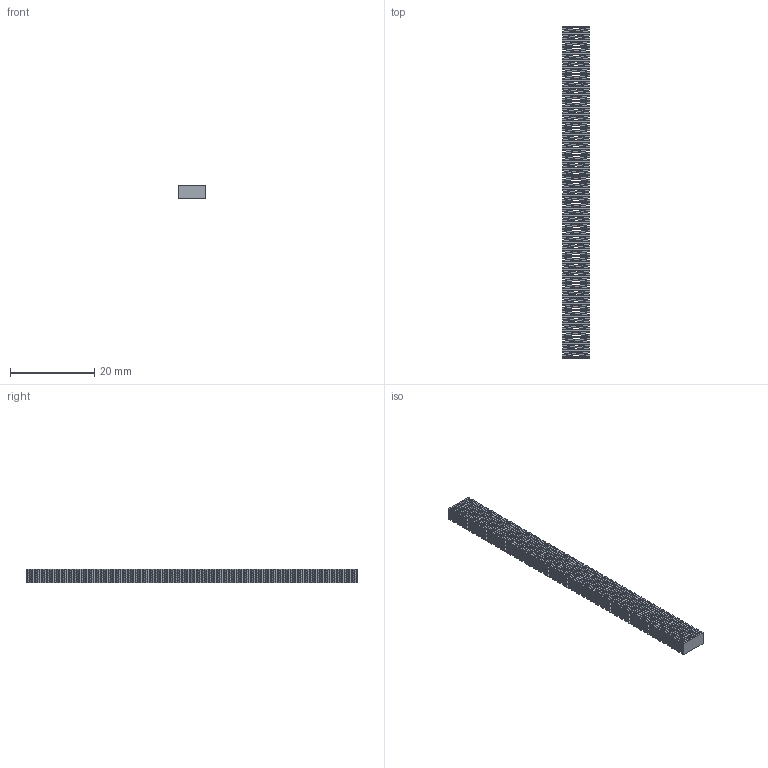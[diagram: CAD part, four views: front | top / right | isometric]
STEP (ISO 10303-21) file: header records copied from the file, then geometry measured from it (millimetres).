
FILE_DESCRIPTION(('Open CASCADE Model'),'2;1');
FILE_NAME('Open CASCADE Shape Model','2024-11-14T16:01:44',('Author'),( 'Open CASCADE'),'Open CASCADE STEP processor 7.7','Open CASCADE 7.7' ,'Unknown');
FILE_SCHEMA(('AUTOMOTIVE_DESIGN { 1 0 10303 214 1 1 1 1 }'));
Products named in the file (1): Open CASCADE STEP translator 7.7 1
Bounding box: 6.55 x 78.8 x 3.2 mm (x, y, z)
Volume: 825.7 mm3; surface area: 7671.2 mm2
Topology: 1 solids, 1 shells, 6278 faces, 20592 edges, 12748 vertices
Faces by surface type: plane 6278
Entity records: 478170 total; most frequent: CARTESIAN_POINT 92955, DIRECTION 62182, LINE 49624, VECTOR 49624, ORIENTED_EDGE 41184, PCURVE 41184, DEFINITIONAL_REPRESENTATION 41184, EDGE_CURVE 20592
